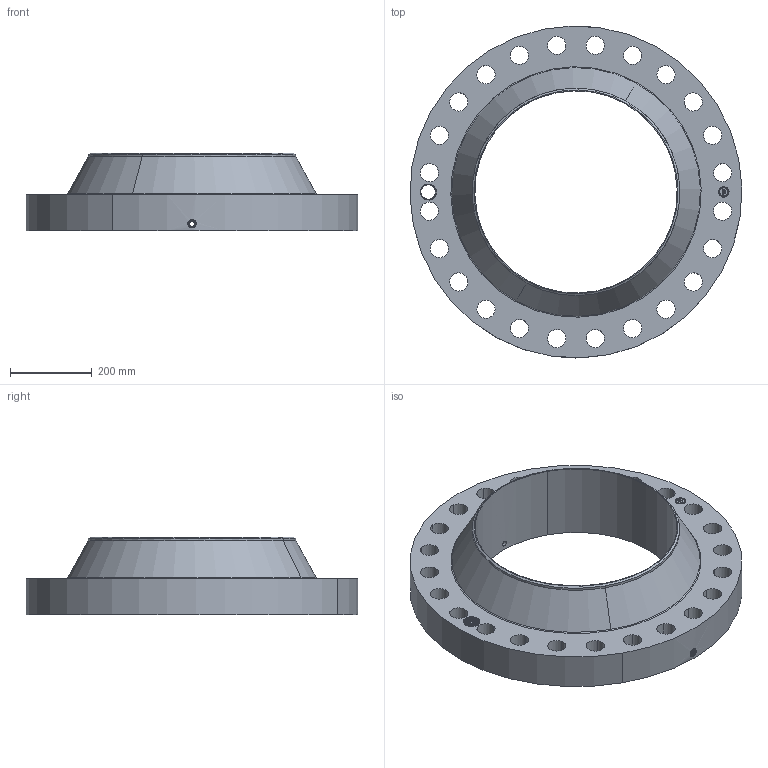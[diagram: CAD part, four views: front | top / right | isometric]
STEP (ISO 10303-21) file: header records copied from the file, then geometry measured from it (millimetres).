
FILE_DESCRIPTION(('3D STEP'),'2;1');
FILE_NAME('20-600-FF-WELD-NECK-10-ORIF-FLANGE.stp','2013-10-27T04:26:02+00:00',('Texas Flange'),(''),'CATIA Version 5 Release 20 SP 6 (IN-10)','CATIA V5 STEP AP214','800-826-3801');
FILE_SCHEMA(('AUTOMOTIVE_DESIGN { 1 0 10303 214 1 1 1 1 }'));
Length unit declared in the file: inch
Products named in the file (1): 20-600-FF-WELD-NECK-10-ORIF-FLANGE
Bounding box: 812.57 x 812.8 x 190.5 mm (x, y, z)
Volume: 30532589.2 mm3; surface area: 1539781.3 mm2
Topology: 1 solids, 1 shells, 876 faces, 2385 edges, 1529 vertices
Faces by surface type: plane 368, bspline 304, cylinder 149, cone 49, revolution 4, torus 2
Entity records: 38218 total; most frequent: CARTESIAN_POINT 16975, ORIENTED_EDGE 4770, EDGE_CURVE 2385, DIRECTION 2211, VERTEX_POINT 1529, VECTOR 1237, LINE 1237, B_SPLINE_CURVE_WITH_KNOTS 976
